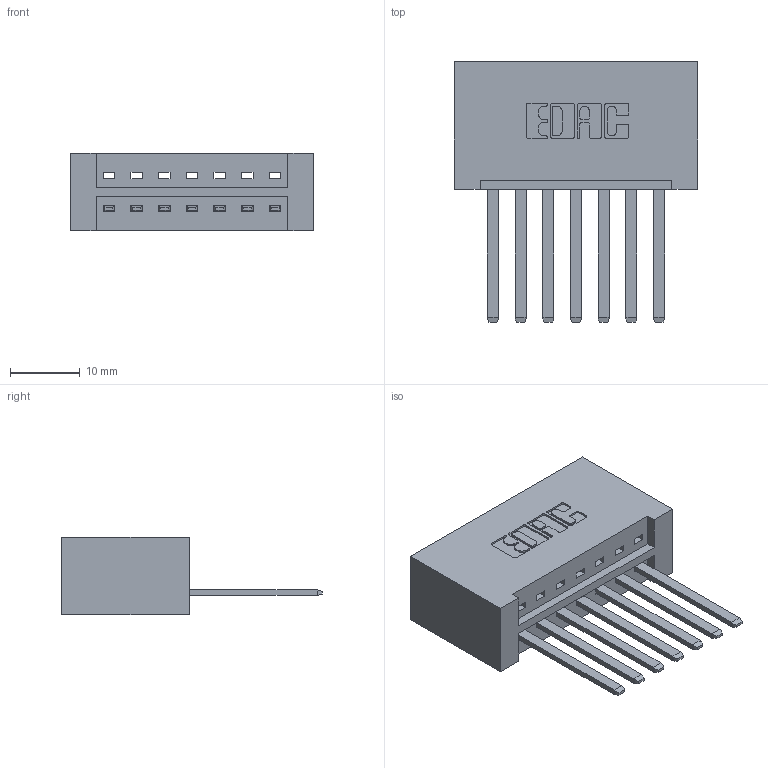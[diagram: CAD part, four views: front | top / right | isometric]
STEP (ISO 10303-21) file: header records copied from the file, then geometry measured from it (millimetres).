
FILE_DESCRIPTION (( 'STEP AP203' ), '1' );
FILE_NAME ('336-007-541-601.STEP', '2020-08-07T19:15:10', ( '' ), ( '' ), 'SwSTEP 2.0', 'SolidWorks 2020', '' );
FILE_SCHEMA (( 'CONFIG_CONTROL_DESIGN' ));
Length unit declared in the file: inch
Products named in the file (3): 336 Part_Lugless; 336-007-541-601; 336-290-001_336-290-541
Assembly tree (8 placements, depth 2):
  336-007-541-601
    336 Part_Lugless
    336-290-001_336-290-541  x7
Bounding box: 34.85 x 37.34 x 11.1 mm (x, y, z)
Volume: 5601.9 mm3; surface area: 5684.4 mm2
Topology: 8 solids, 8 shells, 456 faces, 1365 edges, 904 vertices
Faces by surface type: plane 304, cylinder 152
Entity records: 9172 total; most frequent: CARTESIAN_POINT 1686, ORIENTED_EDGE 1530, DIRECTION 1387, EDGE_CURVE 765, VECTOR 641, LINE 641, VERTEX_POINT 508, AXIS2_PLACEMENT_3D 373
